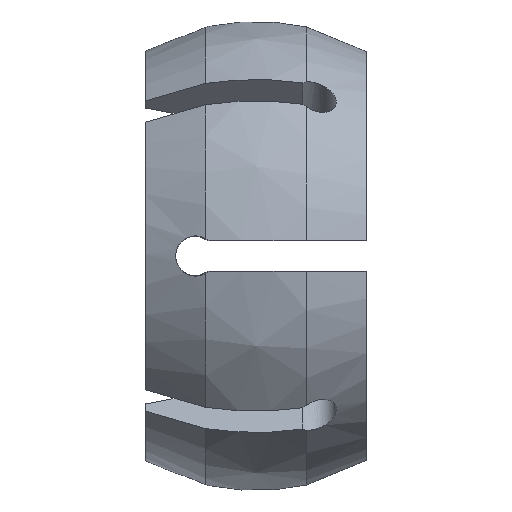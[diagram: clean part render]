
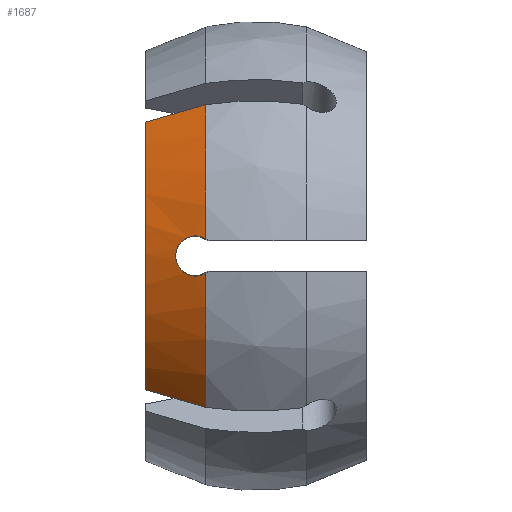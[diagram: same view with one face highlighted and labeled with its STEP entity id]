
A CAD part, front view. The second image highlights one B-rep face of the part: STEP entity #1687.
In plain terms, the highlighted free-form (B-spline) face has degree [2, 1] with [3, 2] control points.
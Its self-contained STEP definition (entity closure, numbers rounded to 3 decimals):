
#1406 = EDGE_CURVE('',#1407,#1409,#1411,.T.);
#1407 = VERTEX_POINT('',#1408);
#1408 = CARTESIAN_POINT('',(-6.396,-8.982,
    -7.749));
#1409 = VERTEX_POINT('',#1410);
#1410 = CARTESIAN_POINT('',(-6.396,-8.982,
    7.749));
#1411 = ( BOUNDED_CURVE() B_SPLINE_CURVE(2,(#1412,#1413,#1414),
.UNSPECIFIED.,.F.,.F.) B_SPLINE_CURVE_WITH_KNOTS((3,3),(0.,
1.424),.PIECEWISE_BEZIER_KNOTS.) CURVE() 
GEOMETRIC_REPRESENTATION_ITEM() RATIONAL_B_SPLINE_CURVE((1.,
0.757,1.)) REPRESENTATION_ITEM('') );
#1412 = CARTESIAN_POINT('',(-6.396,-8.982,
    -7.749));
#1413 = CARTESIAN_POINT('',(-6.396,-15.666,
    0.));
#1414 = CARTESIAN_POINT('',(-6.396,-8.982,
    7.749));
#1687 = ADVANCED_FACE('',(#1688),#1772,.T.);
#1688 = FACE_BOUND('',#1689,.T.);
#1689 = EDGE_LOOP('',(#1690,#1700,#1745,#1753,#1762,#1763));
#1690 = ORIENTED_EDGE('',*,*,#1691,.T.);
#1691 = EDGE_CURVE('',#1692,#1694,#1696,.T.);
#1692 = VERTEX_POINT('',#1693);
#1693 = CARTESIAN_POINT('',(-2.907,-9.996,
    -8.762));
#1694 = VERTEX_POINT('',#1695);
#1695 = CARTESIAN_POINT('',(-2.907,-13.254,
    -1.007));
#1696 = ( BOUNDED_CURVE() B_SPLINE_CURVE(2,(#1697,#1698,#1699),
.UNSPECIFIED.,.F.,.F.) B_SPLINE_CURVE_WITH_KNOTS((3,3),(0.,
0.644),.PIECEWISE_BEZIER_KNOTS.) CURVE() 
GEOMETRIC_REPRESENTATION_ITEM() RATIONAL_B_SPLINE_CURVE((1.,
0.949,1.)) REPRESENTATION_ITEM('') );
#1697 = CARTESIAN_POINT('',(-2.907,-9.996,
    -8.762));
#1698 = CARTESIAN_POINT('',(-2.907,-12.918,
    -5.428));
#1699 = CARTESIAN_POINT('',(-2.907,-13.254,
    -1.007));
#1700 = ORIENTED_EDGE('',*,*,#1701,.F.);
#1701 = EDGE_CURVE('',#1702,#1694,#1704,.T.);
#1702 = VERTEX_POINT('',#1703);
#1703 = CARTESIAN_POINT('',(-2.907,-13.254,
    1.007));
#1704 = B_SPLINE_CURVE_WITH_KNOTS('',3,(#1705,#1706,#1707,#1708,#1709,
    #1710,#1711,#1712,#1713,#1714,#1715,#1716,#1717,#1718,#1719,#1720,
    #1721,#1722,#1723,#1724,#1725,#1726,#1727,#1728,#1729,#1730,#1731,
    #1732,#1733,#1734,#1735,#1736,#1737,#1738,#1739,#1740,#1741,#1742,
    #1743,#1744),.UNSPECIFIED.,.F.,.F.,(4,3,3,3,3,3,3,3,3,3,3,3,3,4),(0.
    ,0.09,0.18,0.27,0.355,
    0.434,0.509,0.583,0.656,
    0.732,0.811,0.895,0.983,1.),
  .UNSPECIFIED.);
#1705 = CARTESIAN_POINT('',(-2.907,-13.254,
    1.007));
#1706 = CARTESIAN_POINT('',(-3.03,-13.199,
    1.078));
#1707 = CARTESIAN_POINT('',(-3.166,-13.138,
    1.126));
#1708 = CARTESIAN_POINT('',(-3.304,-13.08,
    1.148));
#1709 = CARTESIAN_POINT('',(-3.443,-13.021,
    1.17));
#1710 = CARTESIAN_POINT('',(-3.588,-12.961,
    1.167));
#1711 = CARTESIAN_POINT('',(-3.726,-12.907,
    1.138));
#1712 = CARTESIAN_POINT('',(-3.865,-12.852,
    1.11));
#1713 = CARTESIAN_POINT('',(-4.001,-12.801,
    1.054));
#1714 = CARTESIAN_POINT('',(-4.123,-12.757,
    0.975));
#1715 = CARTESIAN_POINT('',(-4.237,-12.716,
    0.901));
#1716 = CARTESIAN_POINT('',(-4.342,-12.68,
    0.803));
#1717 = CARTESIAN_POINT('',(-4.425,-12.652,
    0.69));
#1718 = CARTESIAN_POINT('',(-4.503,-12.625,
    0.584));
#1719 = CARTESIAN_POINT('',(-4.564,-12.606,
    0.462));
#1720 = CARTESIAN_POINT('',(-4.603,-12.593,0.335)
  );
#1721 = CARTESIAN_POINT('',(-4.639,-12.581,
    0.214));
#1722 = CARTESIAN_POINT('',(-4.656,-12.576,
    0.084));
#1723 = CARTESIAN_POINT('',(-4.651,-12.578,
    -0.044));
#1724 = CARTESIAN_POINT('',(-4.646,-12.579,
    -0.168));
#1725 = CARTESIAN_POINT('',(-4.621,-12.587,
    -0.293));
#1726 = CARTESIAN_POINT('',(-4.578,-12.601,
    -0.409));
#1727 = CARTESIAN_POINT('',(-4.534,-12.615,
    -0.525));
#1728 = CARTESIAN_POINT('',(-4.471,-12.636,
    -0.634));
#1729 = CARTESIAN_POINT('',(-4.395,-12.662,
    -0.729));
#1730 = CARTESIAN_POINT('',(-4.317,-12.688,
    -0.827));
#1731 = CARTESIAN_POINT('',(-4.222,-12.721,
    -0.911));
#1732 = CARTESIAN_POINT('',(-4.119,-12.758,
    -0.977));
#1733 = CARTESIAN_POINT('',(-4.012,-12.797,
    -1.047));
#1734 = CARTESIAN_POINT('',(-3.893,-12.842,
    -1.098));
#1735 = CARTESIAN_POINT('',(-3.771,-12.889,
    -1.128));
#1736 = CARTESIAN_POINT('',(-3.642,-12.939,
    -1.16));
#1737 = CARTESIAN_POINT('',(-3.508,-12.994,
    -1.17));
#1738 = CARTESIAN_POINT('',(-3.377,-13.049,
    -1.158));
#1739 = CARTESIAN_POINT('',(-3.239,-13.107,
    -1.144));
#1740 = CARTESIAN_POINT('',(-3.102,-13.166,
    -1.106));
#1741 = CARTESIAN_POINT('',(-2.978,-13.223,
    -1.044));
#1742 = CARTESIAN_POINT('',(-2.954,-13.233,
    -1.033));
#1743 = CARTESIAN_POINT('',(-2.93,-13.244,
    -1.02));
#1744 = CARTESIAN_POINT('',(-2.907,-13.254,
    -1.007));
#1745 = ORIENTED_EDGE('',*,*,#1746,.F.);
#1746 = EDGE_CURVE('',#1747,#1702,#1749,.T.);
#1747 = VERTEX_POINT('',#1748);
#1748 = CARTESIAN_POINT('',(-2.907,-9.996,
    8.762));
#1749 = ( BOUNDED_CURVE() B_SPLINE_CURVE(2,(#1750,#1751,#1752),
.UNSPECIFIED.,.F.,.F.) B_SPLINE_CURVE_WITH_KNOTS((3,3),(0.,
0.644),.PIECEWISE_BEZIER_KNOTS.) CURVE() 
GEOMETRIC_REPRESENTATION_ITEM() RATIONAL_B_SPLINE_CURVE((1.,
0.949,1.)) REPRESENTATION_ITEM('') );
#1750 = CARTESIAN_POINT('',(-2.907,-9.996,
    8.762));
#1751 = CARTESIAN_POINT('',(-2.907,-12.918,
    5.428));
#1752 = CARTESIAN_POINT('',(-2.907,-13.254,
    1.007));
#1753 = ORIENTED_EDGE('',*,*,#1754,.T.);
#1754 = EDGE_CURVE('',#1747,#1409,#1755,.T.);
#1755 = B_SPLINE_CURVE_WITH_KNOTS('',3,(#1756,#1757,#1758,#1759,#1760,
    #1761),.UNSPECIFIED.,.F.,.F.,(4,1,1,4),(0.,0.333,
    0.667,1.),.UNSPECIFIED.);
#1756 = CARTESIAN_POINT('',(-2.907,-9.996,
    8.762));
#1757 = CARTESIAN_POINT('',(-3.303,-9.881,
    8.647));
#1758 = CARTESIAN_POINT('',(-4.089,-9.653,
    8.419));
#1759 = CARTESIAN_POINT('',(-5.252,-9.315,
    8.081));
#1760 = CARTESIAN_POINT('',(-6.017,-9.092,
    7.859));
#1761 = CARTESIAN_POINT('',(-6.396,-8.982,
    7.749));
#1762 = ORIENTED_EDGE('',*,*,#1406,.F.);
#1763 = ORIENTED_EDGE('',*,*,#1764,.T.);
#1764 = EDGE_CURVE('',#1407,#1692,#1765,.T.);
#1765 = B_SPLINE_CURVE_WITH_KNOTS('',3,(#1766,#1767,#1768,#1769,#1770,
    #1771),.UNSPECIFIED.,.F.,.F.,(4,1,1,4),(0.,0.333,
    0.667,1.),.UNSPECIFIED.);
#1766 = CARTESIAN_POINT('',(-6.396,-8.982,
    -7.749));
#1767 = CARTESIAN_POINT('',(-6.017,-9.092,
    -7.859));
#1768 = CARTESIAN_POINT('',(-5.252,-9.315,
    -8.081));
#1769 = CARTESIAN_POINT('',(-4.089,-9.653,
    -8.419));
#1770 = CARTESIAN_POINT('',(-3.303,-9.881,
    -8.647));
#1771 = CARTESIAN_POINT('',(-2.907,-9.996,
    -8.762));
#1772 = ( BOUNDED_SURFACE() B_SPLINE_SURFACE(2,1,(
    (#1773,#1774)
    ,(#1775,#1776)
    ,(#1777,#1778
)),.UNSPECIFIED.,.F.,.F.,.F.) B_SPLINE_SURFACE_WITH_KNOTS((3,3),(2,2),(
    2.422,3.861),(-1.621,1.621),
.PIECEWISE_BEZIER_KNOTS.) GEOMETRIC_REPRESENTATION_ITEM() 
RATIONAL_B_SPLINE_SURFACE((
    (1.,1.)
    ,(0.752,0.752)
,(1.,1.))) REPRESENTATION_ITEM('') SURFACE() );
#1773 = CARTESIAN_POINT('',(-6.396,-8.92,
    7.819));
#1774 = CARTESIAN_POINT('',(-2.907,-9.996,
    8.762));
#1775 = CARTESIAN_POINT('',(-6.396,-15.775,
    0.));
#1776 = CARTESIAN_POINT('',(-2.907,-17.677,
    0.));
#1777 = CARTESIAN_POINT('',(-6.396,-8.92,
    -7.819));
#1778 = CARTESIAN_POINT('',(-2.907,-9.996,
    -8.762));
